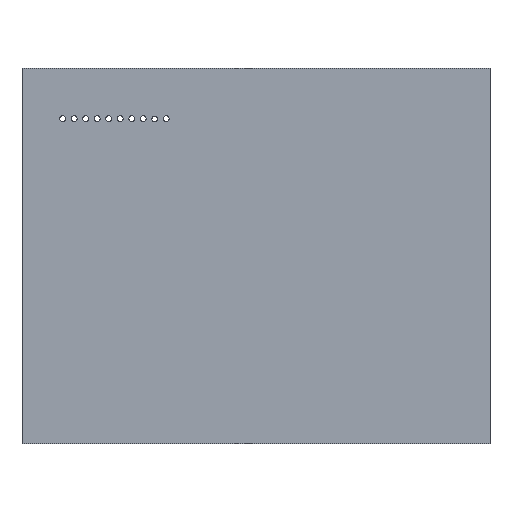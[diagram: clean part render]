
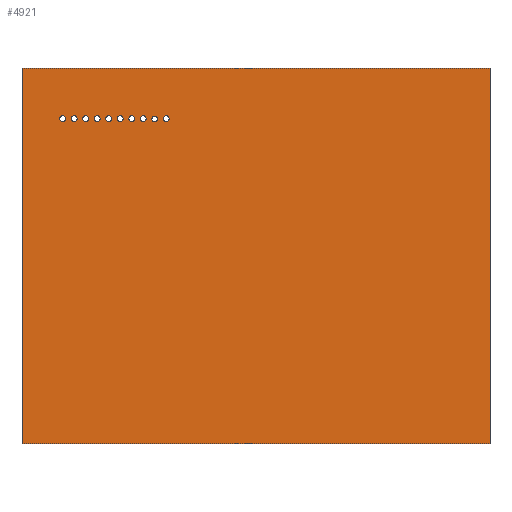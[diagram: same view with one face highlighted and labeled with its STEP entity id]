
A CAD part, top view. The second image highlights one B-rep face of the part: STEP entity #4921.
In plain terms, the highlighted planar face has unit normal (0, 0, 1).
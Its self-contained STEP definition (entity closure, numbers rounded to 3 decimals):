
#22=FACE_BOUND('',#522,.T.);
#23=FACE_BOUND('',#523,.T.);
#24=FACE_BOUND('',#524,.T.);
#25=FACE_BOUND('',#525,.T.);
#26=FACE_BOUND('',#526,.T.);
#27=FACE_BOUND('',#527,.T.);
#28=FACE_BOUND('',#528,.T.);
#29=FACE_BOUND('',#529,.T.);
#30=FACE_BOUND('',#530,.T.);
#31=FACE_BOUND('',#531,.T.);
#75=PLANE('',#5239);
#241=FACE_OUTER_BOUND('',#521,.T.);
#521=EDGE_LOOP('',(#3387,#3388,#3389,#3390));
#522=EDGE_LOOP('',(#3391));
#523=EDGE_LOOP('',(#3392));
#524=EDGE_LOOP('',(#3393));
#525=EDGE_LOOP('',(#3394));
#526=EDGE_LOOP('',(#3395));
#527=EDGE_LOOP('',(#3396));
#528=EDGE_LOOP('',(#3397));
#529=EDGE_LOOP('',(#3398));
#530=EDGE_LOOP('',(#3399));
#531=EDGE_LOOP('',(#3400));
#874=LINE('',#7371,#1377);
#875=LINE('',#7373,#1378);
#876=LINE('',#7375,#1379);
#877=LINE('',#7376,#1380);
#1377=VECTOR('',#5827,10.);
#1378=VECTOR('',#5828,10.);
#1379=VECTOR('',#5829,10.);
#1380=VECTOR('',#5830,10.);
#1868=CIRCLE('',#5240,0.75);
#1869=CIRCLE('',#5241,0.75);
#1870=CIRCLE('',#5242,0.75);
#1871=CIRCLE('',#5243,0.75);
#1872=CIRCLE('',#5244,0.75);
#1873=CIRCLE('',#5245,0.75);
#1874=CIRCLE('',#5246,0.75);
#1875=CIRCLE('',#5247,0.75);
#1876=CIRCLE('',#5248,0.75);
#1877=CIRCLE('',#5249,0.75);
#2130=VERTEX_POINT('',#7369);
#2131=VERTEX_POINT('',#7370);
#2132=VERTEX_POINT('',#7372);
#2133=VERTEX_POINT('',#7374);
#2134=VERTEX_POINT('',#7377);
#2135=VERTEX_POINT('',#7379);
#2136=VERTEX_POINT('',#7381);
#2137=VERTEX_POINT('',#7383);
#2138=VERTEX_POINT('',#7385);
#2139=VERTEX_POINT('',#7387);
#2140=VERTEX_POINT('',#7389);
#2141=VERTEX_POINT('',#7391);
#2142=VERTEX_POINT('',#7393);
#2143=VERTEX_POINT('',#7395);
#2632=EDGE_CURVE('',#2130,#2131,#874,.T.);
#2633=EDGE_CURVE('',#2131,#2132,#875,.T.);
#2634=EDGE_CURVE('',#2132,#2133,#876,.T.);
#2635=EDGE_CURVE('',#2133,#2130,#877,.T.);
#2636=EDGE_CURVE('',#2134,#2134,#1868,.T.);
#2637=EDGE_CURVE('',#2135,#2135,#1869,.T.);
#2638=EDGE_CURVE('',#2136,#2136,#1870,.T.);
#2639=EDGE_CURVE('',#2137,#2137,#1871,.T.);
#2640=EDGE_CURVE('',#2138,#2138,#1872,.T.);
#2641=EDGE_CURVE('',#2139,#2139,#1873,.T.);
#2642=EDGE_CURVE('',#2140,#2140,#1874,.T.);
#2643=EDGE_CURVE('',#2141,#2141,#1875,.T.);
#2644=EDGE_CURVE('',#2142,#2142,#1876,.T.);
#2645=EDGE_CURVE('',#2143,#2143,#1877,.T.);
#3387=ORIENTED_EDGE('',*,*,#2632,.T.);
#3388=ORIENTED_EDGE('',*,*,#2633,.T.);
#3389=ORIENTED_EDGE('',*,*,#2634,.T.);
#3390=ORIENTED_EDGE('',*,*,#2635,.T.);
#3391=ORIENTED_EDGE('',*,*,#2636,.T.);
#3392=ORIENTED_EDGE('',*,*,#2637,.T.);
#3393=ORIENTED_EDGE('',*,*,#2638,.T.);
#3394=ORIENTED_EDGE('',*,*,#2639,.T.);
#3395=ORIENTED_EDGE('',*,*,#2640,.T.);
#3396=ORIENTED_EDGE('',*,*,#2641,.T.);
#3397=ORIENTED_EDGE('',*,*,#2642,.T.);
#3398=ORIENTED_EDGE('',*,*,#2643,.T.);
#3399=ORIENTED_EDGE('',*,*,#2644,.T.);
#3400=ORIENTED_EDGE('',*,*,#2645,.T.);
#4921=ADVANCED_FACE('',(#241,#22,#23,#24,#25,#26,#27,#28,#29,#30,#31),#75,
 .T.);
#5239=AXIS2_PLACEMENT_3D('',#7368,#5825,#5826);
#5240=AXIS2_PLACEMENT_3D('',#7378,#5831,#5832);
#5241=AXIS2_PLACEMENT_3D('',#7380,#5833,#5834);
#5242=AXIS2_PLACEMENT_3D('',#7382,#5835,#5836);
#5243=AXIS2_PLACEMENT_3D('',#7384,#5837,#5838);
#5244=AXIS2_PLACEMENT_3D('',#7386,#5839,#5840);
#5245=AXIS2_PLACEMENT_3D('',#7388,#5841,#5842);
#5246=AXIS2_PLACEMENT_3D('',#7390,#5843,#5844);
#5247=AXIS2_PLACEMENT_3D('',#7392,#5845,#5846);
#5248=AXIS2_PLACEMENT_3D('',#7394,#5847,#5848);
#5249=AXIS2_PLACEMENT_3D('',#7396,#5849,#5850);
#5825=DIRECTION('center_axis',(0.,0.,1.));
#5826=DIRECTION('ref_axis',(-1.,0.,0.));
#5827=DIRECTION('',(1.,0.,0.));
#5828=DIRECTION('',(0.,1.,0.));
#5829=DIRECTION('',(-1.,0.,0.));
#5830=DIRECTION('',(0.,-1.,0.));
#5831=DIRECTION('center_axis',(0.,0.,-1.));
#5832=DIRECTION('ref_axis',(-1.,0.,0.));
#5833=DIRECTION('center_axis',(0.,0.,-1.));
#5834=DIRECTION('ref_axis',(-1.,0.,0.));
#5835=DIRECTION('center_axis',(0.,0.,-1.));
#5836=DIRECTION('ref_axis',(-1.,0.,0.));
#5837=DIRECTION('center_axis',(0.,0.,-1.));
#5838=DIRECTION('ref_axis',(-1.,0.,0.));
#5839=DIRECTION('center_axis',(0.,0.,-1.));
#5840=DIRECTION('ref_axis',(-1.,0.,0.));
#5841=DIRECTION('center_axis',(0.,0.,-1.));
#5842=DIRECTION('ref_axis',(-1.,0.,0.));
#5843=DIRECTION('center_axis',(0.,0.,-1.));
#5844=DIRECTION('ref_axis',(-1.,0.,0.));
#5845=DIRECTION('center_axis',(0.,0.,-1.));
#5846=DIRECTION('ref_axis',(-1.,0.,0.));
#5847=DIRECTION('center_axis',(0.,0.,-1.));
#5848=DIRECTION('ref_axis',(-1.,0.,0.));
#5849=DIRECTION('center_axis',(0.,0.,-1.));
#5850=DIRECTION('ref_axis',(-1.,0.,0.));
#7368=CARTESIAN_POINT('Origin',(61.,47.,9.069));
#7369=CARTESIAN_POINT('',(0.,-2.,9.069));
#7370=CARTESIAN_POINT('',(122.,-2.,9.069));
#7371=CARTESIAN_POINT('',(122.,-2.,9.069));
#7372=CARTESIAN_POINT('',(122.,96.,9.069));
#7373=CARTESIAN_POINT('',(122.,96.,9.069));
#7374=CARTESIAN_POINT('',(0.,96.,9.069));
#7375=CARTESIAN_POINT('',(0.,96.,9.069));
#7376=CARTESIAN_POINT('',(0.,-2.,9.069));
#7377=CARTESIAN_POINT('',(12.85,82.8,9.069));
#7378=CARTESIAN_POINT('Origin',(13.6,82.8,9.069));
#7379=CARTESIAN_POINT('',(36.85,82.8,9.069));
#7380=CARTESIAN_POINT('Origin',(37.6,82.8,9.069));
#7381=CARTESIAN_POINT('',(21.85,82.8,9.069));
#7382=CARTESIAN_POINT('Origin',(22.6,82.8,9.069));
#7383=CARTESIAN_POINT('',(18.85,82.8,9.069));
#7384=CARTESIAN_POINT('Origin',(19.6,82.8,9.069));
#7385=CARTESIAN_POINT('',(24.85,82.8,9.069));
#7386=CARTESIAN_POINT('Origin',(25.6,82.8,9.069));
#7387=CARTESIAN_POINT('',(30.85,82.8,9.069));
#7388=CARTESIAN_POINT('Origin',(31.6,82.8,9.069));
#7389=CARTESIAN_POINT('',(27.85,82.8,9.069));
#7390=CARTESIAN_POINT('Origin',(28.6,82.8,9.069));
#7391=CARTESIAN_POINT('',(15.85,82.8,9.069));
#7392=CARTESIAN_POINT('Origin',(16.6,82.8,9.069));
#7393=CARTESIAN_POINT('',(33.85,82.7,9.069));
#7394=CARTESIAN_POINT('Origin',(34.6,82.7,9.069));
#7395=CARTESIAN_POINT('',(9.85,82.8,9.069));
#7396=CARTESIAN_POINT('Origin',(10.6,82.8,9.069));
